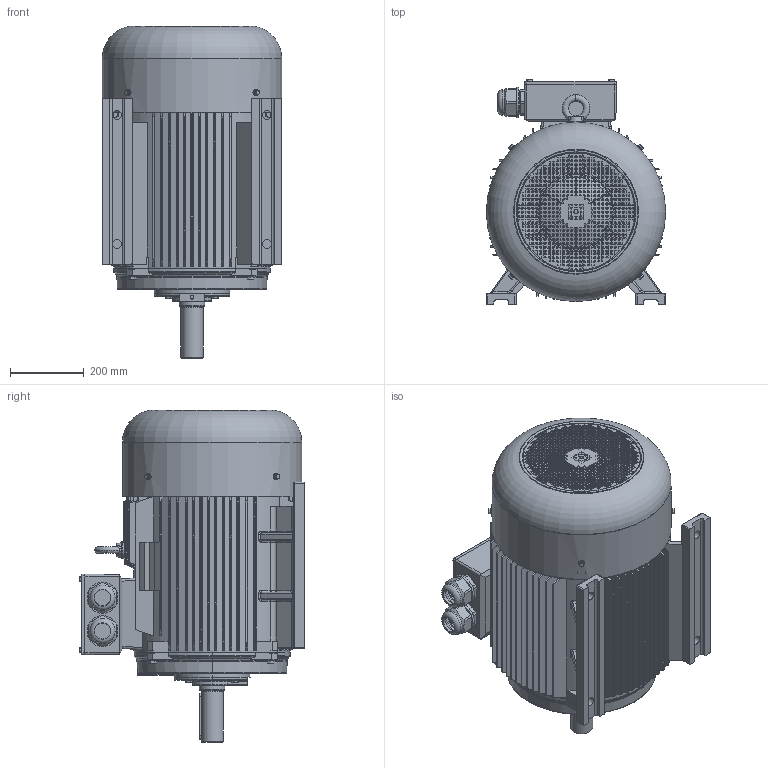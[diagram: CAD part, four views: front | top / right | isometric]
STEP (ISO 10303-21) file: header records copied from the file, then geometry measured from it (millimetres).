
FILE_DESCRIPTION(/* description */ (''),/* implementation_level */ '2;1');
FILE_NAME(/* name */ 'JM3-250M-2-B3.stp',/* time_stamp */ '2016-06-24T14:43:41+08:00',/* author */ (''),/* organization */ (''),/* preprocessor_version */ 'ST-DEVELOPER v15',/* originating_system */ 'SIEMENS PLM Software NX 8.5',/* authorisation */ '');
FILE_SCHEMA (('AUTOMOTIVE_DESIGN { 1 0 10303 214 3 1 1 1 }'));
Length unit declared in the file: millimetre
Products named in the file (1): pc119446389bph
Bounding box: 485 x 608.8 x 898 mm (x, y, z)
Volume: 28824051.6 mm3; surface area: 5851418 mm2
Topology: 58 solids, 58 shells, 5297 faces, 14704 edges, 9692 vertices
Faces by surface type: plane 3711, cylinder 925, cone 357, torus 252, bspline 48, sphere 4
Full cylindrical faces by diameter (mm): 7.188 x4, 8 x8, 8.4 x4, 9.026 x8, 10 x8, 10.863 x8, 11.2 x8, 12 x8, 12.6 x8, 16 x4, 20 x1, 24 x4, 43.312 x2, 49 x1, 51.188 x4, 52 x3, 59 x1, 60 x1, 61.031 x12, 63 x4, 64.969 x12, 67.922 x2, 69 x1, 70 x4, 72 x2, 83.672 x2, 90 x4, 190 x1, 481 x1, 485 x1
Entity records: 185118 total; most frequent: CARTESIAN_POINT 43246, ORIENTED_EDGE 28612, DIRECTION 25789, EDGE_CURVE 14306, LINE 10411, VECTOR 10411, VERTEX_POINT 9567, AXIS2_PLACEMENT_3D 7689
